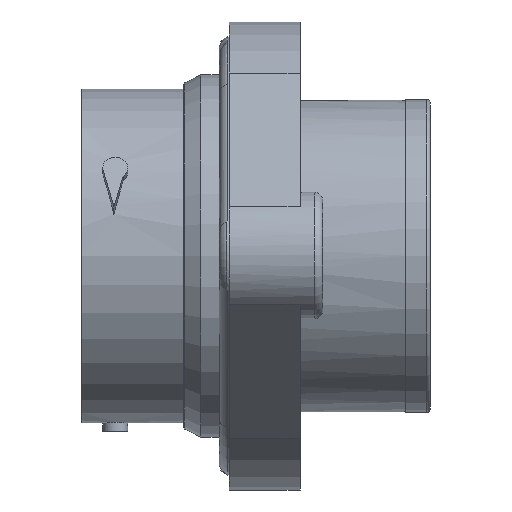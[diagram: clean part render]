
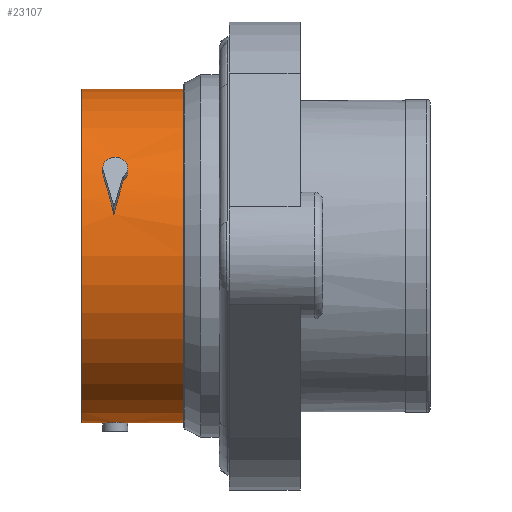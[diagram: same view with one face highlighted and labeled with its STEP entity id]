
A CAD part, top view. The second image highlights one B-rep face of the part: STEP entity #23107.
In plain terms, the highlighted cylindrical face has radius 20.05 mm (diameter 40.1 mm), a full revolution.
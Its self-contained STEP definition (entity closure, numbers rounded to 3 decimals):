
#112=ELLIPSE('',#24305,20.708,20.05);
#113=ELLIPSE('',#24306,20.708,20.05);
#114=ELLIPSE('',#24308,20.708,20.05);
#115=ELLIPSE('',#24309,20.708,20.05);
#116=ELLIPSE('',#24310,20.708,20.05);
#117=ELLIPSE('',#24311,20.708,20.05);
#135=B_SPLINE_CURVE_WITH_KNOTS('',3,(#32052,#32053,#32054,#32055,#32056,
#32057,#32058),.UNSPECIFIED.,.F.,.F.,(4,1,1,1,4),(0.,0.002,
0.003,0.005,0.006),
 .UNSPECIFIED.);
#136=B_SPLINE_CURVE_WITH_KNOTS('',3,(#32066,#32067,#32068,#32069,#32070,
#32071,#32072),.UNSPECIFIED.,.F.,.F.,(4,1,1,1,4),(0.,0.002,
0.003,0.005,0.006),
 .UNSPECIFIED.);
#137=B_SPLINE_CURVE_WITH_KNOTS('',3,(#32080,#32081,#32082,#32083,#32084,
#32085,#32086),.UNSPECIFIED.,.F.,.F.,(4,1,1,1,4),(0.,0.002,
0.003,0.005,0.006),
 .UNSPECIFIED.);
#150=CYLINDRICAL_SURFACE('',#24303,20.05);
#4420=ORIENTED_EDGE('',*,*,#9040,.F.);
#4421=ORIENTED_EDGE('',*,*,#9041,.F.);
#4422=ORIENTED_EDGE('',*,*,#9042,.F.);
#4423=ORIENTED_EDGE('',*,*,#9043,.F.);
#4424=ORIENTED_EDGE('',*,*,#9044,.T.);
#4425=ORIENTED_EDGE('',*,*,#9045,.F.);
#4426=ORIENTED_EDGE('',*,*,#9046,.F.);
#4427=ORIENTED_EDGE('',*,*,#9047,.F.);
#4428=ORIENTED_EDGE('',*,*,#9048,.F.);
#4429=ORIENTED_EDGE('',*,*,#9049,.F.);
#4430=ORIENTED_EDGE('',*,*,#9050,.F.);
#9040=EDGE_CURVE('',#11342,#11342,#12499,.T.);
#9041=EDGE_CURVE('',#11343,#11344,#112,.T.);
#9042=EDGE_CURVE('',#11345,#11343,#135,.T.);
#9043=EDGE_CURVE('',#11344,#11345,#113,.T.);
#9044=EDGE_CURVE('',#11346,#11346,#12500,.T.);
#9045=EDGE_CURVE('',#11347,#11348,#114,.T.);
#9046=EDGE_CURVE('',#11349,#11347,#136,.T.);
#9047=EDGE_CURVE('',#11348,#11349,#115,.T.);
#9048=EDGE_CURVE('',#11350,#11351,#116,.T.);
#9049=EDGE_CURVE('',#11352,#11350,#117,.T.);
#9050=EDGE_CURVE('',#11351,#11352,#137,.T.);
#11342=VERTEX_POINT('',#32048);
#11343=VERTEX_POINT('',#32050);
#11344=VERTEX_POINT('',#32051);
#11345=VERTEX_POINT('',#32059);
#11346=VERTEX_POINT('',#32062);
#11347=VERTEX_POINT('',#32064);
#11348=VERTEX_POINT('',#32065);
#11349=VERTEX_POINT('',#32073);
#11350=VERTEX_POINT('',#32076);
#11351=VERTEX_POINT('',#32077);
#11352=VERTEX_POINT('',#32079);
#12499=CIRCLE('',#24304,20.05);
#12500=CIRCLE('',#24307,20.05);
#13036=EDGE_LOOP('',(#4420));
#13037=EDGE_LOOP('',(#4421,#4422,#4423));
#13038=EDGE_LOOP('',(#4424));
#13039=EDGE_LOOP('',(#4425,#4426,#4427));
#13040=EDGE_LOOP('',(#4428,#4429,#4430));
#14309=FACE_BOUND('',#13036,.T.);
#14310=FACE_BOUND('',#13037,.T.);
#14311=FACE_BOUND('',#13038,.T.);
#14312=FACE_BOUND('',#13039,.T.);
#14313=FACE_BOUND('',#13040,.T.);
#23107=ADVANCED_FACE('',(#14309,#14310,#14311,#14312,#14313),#150,.T.);
#24303=AXIS2_PLACEMENT_3D('',#32046,#26615,#26616);
#24304=AXIS2_PLACEMENT_3D('',#32047,#26617,#26618);
#24305=AXIS2_PLACEMENT_3D('',#32049,#26619,#26620);
#24306=AXIS2_PLACEMENT_3D('',#32060,#26621,#26622);
#24307=AXIS2_PLACEMENT_3D('',#32061,#26623,#26624);
#24308=AXIS2_PLACEMENT_3D('',#32063,#26625,#26626);
#24309=AXIS2_PLACEMENT_3D('',#32074,#26627,#26628);
#24310=AXIS2_PLACEMENT_3D('',#32075,#26629,#26630);
#24311=AXIS2_PLACEMENT_3D('',#32078,#26631,#26632);
#26615=DIRECTION('',(1.,0.,0.));
#26616=DIRECTION('',(0.,0.,-1.));
#26617=DIRECTION('',(1.,0.,0.));
#26618=DIRECTION('',(0.,0.,-1.));
#26619=DIRECTION('',(0.968,-0.217,-0.125));
#26620=DIRECTION('',(0.25,0.839,0.484));
#26621=DIRECTION('',(-0.968,-0.217,-0.125));
#26622=DIRECTION('',(0.25,-0.839,-0.484));
#26623=DIRECTION('',(1.,0.,0.));
#26624=DIRECTION('',(0.,0.,-1.));
#26625=DIRECTION('',(0.968,0.,0.25));
#26626=DIRECTION('',(0.25,0.,-0.968));
#26627=DIRECTION('',(-0.968,0.,0.25));
#26628=DIRECTION('',(0.25,0.,0.968));
#26629=DIRECTION('',(-0.968,0.217,-0.125));
#26630=DIRECTION('',(0.25,0.839,-0.484));
#26631=DIRECTION('',(0.968,0.217,-0.125));
#26632=DIRECTION('',(0.25,-0.839,0.484));
#32046=CARTESIAN_POINT('',(41.8,0.,0.));
#32047=CARTESIAN_POINT('',(12.2,0.,0.));
#32048=CARTESIAN_POINT('',(12.2,0.,-20.05));
#32049=CARTESIAN_POINT('',(2.451,0.,0.));
#32050=CARTESIAN_POINT('',(2.548,10.348,-17.173));
#32051=CARTESIAN_POINT('',(3.845,14.331,-14.022));
#32052=CARTESIAN_POINT('',(4.937,11.022,-16.748));
#32053=CARTESIAN_POINT('',(5.359,10.74,-16.935));
#32054=CARTESIAN_POINT('',(5.784,9.763,-17.543));
#32055=CARTESIAN_POINT('',(4.576,8.495,-18.162));
#32056=CARTESIAN_POINT('',(2.763,8.861,-17.998));
#32057=CARTESIAN_POINT('',(2.412,9.899,-17.444));
#32058=CARTESIAN_POINT('',(2.548,10.348,-17.173));
#32059=CARTESIAN_POINT('',(4.937,11.022,-16.748));
#32060=CARTESIAN_POINT('',(5.239,0.,0.));
#32061=CARTESIAN_POINT('',(0.,0.,0.));
#32062=CARTESIAN_POINT('',(0.,0.,-20.05));
#32063=CARTESIAN_POINT('',(2.451,0.,0.));
#32064=CARTESIAN_POINT('',(2.548,-20.046,-0.375));
#32065=CARTESIAN_POINT('',(3.845,-19.309,-5.4));
#32066=CARTESIAN_POINT('',(4.937,-20.016,-1.171));
#32067=CARTESIAN_POINT('',(5.359,-20.036,-0.833));
#32068=CARTESIAN_POINT('',(5.784,-20.074,0.316));
#32069=CARTESIAN_POINT('',(4.576,-19.976,1.724));
#32070=CARTESIAN_POINT('',(2.763,-20.017,1.325));
#32071=CARTESIAN_POINT('',(2.412,-20.056,0.149));
#32072=CARTESIAN_POINT('',(2.548,-20.046,-0.375));
#32073=CARTESIAN_POINT('',(4.937,-20.016,-1.171));
#32074=CARTESIAN_POINT('',(5.239,0.,0.));
#32075=CARTESIAN_POINT('',(5.239,0.,0.));
#32076=CARTESIAN_POINT('',(3.845,4.978,19.422));
#32077=CARTESIAN_POINT('',(4.937,8.993,17.92));
#32078=CARTESIAN_POINT('',(2.451,0.,0.));
#32079=CARTESIAN_POINT('',(2.548,9.698,17.548));
#32080=CARTESIAN_POINT('',(4.937,8.993,17.92));
#32081=CARTESIAN_POINT('',(5.359,9.296,17.768));
#32082=CARTESIAN_POINT('',(5.784,10.311,17.227));
#32083=CARTESIAN_POINT('',(4.576,11.481,16.438));
#32084=CARTESIAN_POINT('',(2.763,11.156,16.672));
#32085=CARTESIAN_POINT('',(2.412,10.157,17.295));
#32086=CARTESIAN_POINT('',(2.548,9.698,17.548));
